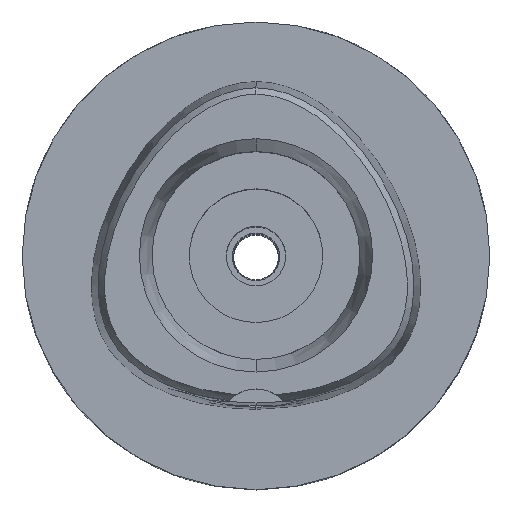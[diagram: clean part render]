
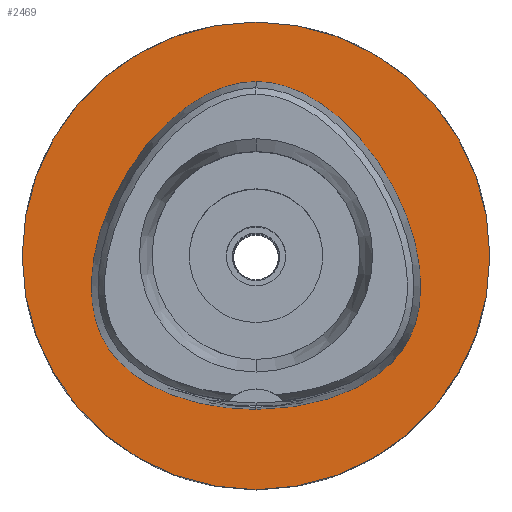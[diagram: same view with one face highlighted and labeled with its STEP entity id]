
A CAD part, top view. The second image highlights one B-rep face of the part: STEP entity #2469.
In plain terms, the highlighted planar face has unit normal (0, 0, 1).
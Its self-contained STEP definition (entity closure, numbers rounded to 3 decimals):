
#309=CARTESIAN_POINT('',(0.,0.,0.));
#310=DIRECTION('',(0.,0.,-1.));
#311=DIRECTION('',(0.,-1.,0.));
#312=AXIS2_PLACEMENT_3D('',#309,#310,#311);
#317=CARTESIAN_POINT('',(0.,0.,0.));
#318=DIRECTION('',(0.,0.,-1.));
#319=DIRECTION('',(0.,1.,0.));
#320=AXIS2_PLACEMENT_3D('',#317,#318,#319);
#325=CARTESIAN_POINT('',(0.,-20.675,0.));
#326=CARTESIAN_POINT('',(0.942,-20.675,0.));
#327=CARTESIAN_POINT('',(2.793,-20.601,
0.));
#328=CARTESIAN_POINT('',(5.508,-20.278,
0.));
#329=CARTESIAN_POINT('',(8.042,-19.765,0.));
#330=CARTESIAN_POINT('',(10.347,-19.099,0.));
#331=CARTESIAN_POINT('',(12.396,-18.315,0.));
#332=CARTESIAN_POINT('',(14.187,-17.445,0.));
#333=CARTESIAN_POINT('',(15.732,-16.514,0.));
#334=CARTESIAN_POINT('',(17.053,-15.542,0.));
#335=CARTESIAN_POINT('',(18.174,-14.539,0.));
#336=CARTESIAN_POINT('',(19.118,-13.51,0.));
#337=CARTESIAN_POINT('',(19.901,-12.465,0.));
#338=CARTESIAN_POINT('',(20.553,-11.38,0.));
#339=CARTESIAN_POINT('',(21.1,-10.212,0.));
#340=CARTESIAN_POINT('',(21.551,-8.925,0.));
#341=CARTESIAN_POINT('',(21.897,-7.501,0.));
#342=CARTESIAN_POINT('',(22.123,-5.925,0.));
#343=CARTESIAN_POINT('',(22.208,-4.18,0.));
#344=CARTESIAN_POINT('',(22.127,-2.254,0.));
#345=CARTESIAN_POINT('',(21.852,-0.145,0.));
#346=CARTESIAN_POINT('',(21.355,2.134,0.));
#347=CARTESIAN_POINT('',(20.614,4.552,0.));
#348=CARTESIAN_POINT('',(19.62,7.051,0.));
#349=CARTESIAN_POINT('',(18.388,9.551,0.));
#350=CARTESIAN_POINT('',(16.95,11.965,0.));
#351=CARTESIAN_POINT('',(15.354,14.218,0.));
#352=CARTESIAN_POINT('',(13.66,16.243,0.));
#353=CARTESIAN_POINT('',(11.931,17.998,0.));
#354=CARTESIAN_POINT('',(10.215,19.471,0.));
#355=CARTESIAN_POINT('',(8.546,20.672,0.));
#356=CARTESIAN_POINT('',(6.943,21.621,0.));
#357=CARTESIAN_POINT('',(5.416,22.346,0.));
#358=CARTESIAN_POINT('',(3.964,22.874,0.));
#359=CARTESIAN_POINT('',(2.581,23.23,0.));
#360=CARTESIAN_POINT('',(1.262,23.432,
0.));
#361=CARTESIAN_POINT('',(0.415,23.475,
0.));
#362=CARTESIAN_POINT('',(0.,23.475,
0.));
#367=CARTESIAN_POINT('',(0.,23.475,
0.));
#368=CARTESIAN_POINT('',(-0.417,23.475,
0.));
#369=CARTESIAN_POINT('',(-1.27,23.432,
0.));
#370=CARTESIAN_POINT('',(-2.596,23.227,
0.));
#371=CARTESIAN_POINT('',(-3.983,22.868,0.));
#372=CARTESIAN_POINT('',(-5.44,22.336,0.));
#373=CARTESIAN_POINT('',(-6.966,21.609,0.));
#374=CARTESIAN_POINT('',(-8.566,20.658,0.));
#375=CARTESIAN_POINT('',(-10.231,19.458,0.));
#376=CARTESIAN_POINT('',(-11.942,17.988,0.));
#377=CARTESIAN_POINT('',(-13.666,16.236,0.));
#378=CARTESIAN_POINT('',(-15.351,14.221,0.));
#379=CARTESIAN_POINT('',(-16.943,11.976,0.));
#380=CARTESIAN_POINT('',(-18.376,9.572,0.));
#381=CARTESIAN_POINT('',(-19.608,7.079,0.));
#382=CARTESIAN_POINT('',(-20.599,4.593,0.));
#383=CARTESIAN_POINT('',(-21.342,2.182,0.));
#384=CARTESIAN_POINT('',(-21.842,-0.09,0.));
#385=CARTESIAN_POINT('',(-22.122,-2.195,0.));
#386=CARTESIAN_POINT('',(-22.208,-4.122,0.));
#387=CARTESIAN_POINT('',(-22.128,-5.869,0.));
#388=CARTESIAN_POINT('',(-21.906,-7.454,0.));
#389=CARTESIAN_POINT('',(-21.563,-8.885,0.));
#390=CARTESIAN_POINT('',(-21.114,-10.179,0.));
#391=CARTESIAN_POINT('',(-20.559,-11.371,0.));
#392=CARTESIAN_POINT('',(-19.895,-12.476,0.));
#393=CARTESIAN_POINT('',(-19.101,-13.532,0.));
#394=CARTESIAN_POINT('',(-18.158,-14.555,0.));
#395=CARTESIAN_POINT('',(-17.034,-15.557,0.));
#396=CARTESIAN_POINT('',(-15.705,-16.532,0.));
#397=CARTESIAN_POINT('',(-14.158,-17.46,0.));
#398=CARTESIAN_POINT('',(-12.367,-18.327,0.));
#399=CARTESIAN_POINT('',(-10.318,-19.109,0.));
#400=CARTESIAN_POINT('',(-8.015,-19.772,0.));
#401=CARTESIAN_POINT('',(-5.484,-20.281,
0.));
#402=CARTESIAN_POINT('',(-2.789,-20.601,
0.));
#403=CARTESIAN_POINT('',(-0.941,-20.675,0.));
#404=CARTESIAN_POINT('',(0.,-20.675,0.));
#1613=VERTEX_POINT('',#367);
#1614=VERTEX_POINT('',#404);
#1619=CARTESIAN_POINT('',(0.,-31.5,0.));
#1620=CARTESIAN_POINT('',(0.,31.5,0.));
#1621=VERTEX_POINT('',#1619);
#1622=VERTEX_POINT('',#1620);
#2453=CARTESIAN_POINT('',(0.,0.,0.));
#2454=DIRECTION('',(0.,0.,-1.));
#2455=DIRECTION('',(0.,-1.,0.));
#2456=AXIS2_PLACEMENT_3D('',#2453,#2454,#2455);
#2457=PLANE('',#2456);
#2459=ORIENTED_EDGE('',*,*,#2458,.T.);
#2461=ORIENTED_EDGE('',*,*,#2460,.T.);
#2462=EDGE_LOOP('',(#2459,#2461));
#2463=FACE_OUTER_BOUND('',#2462,.F.);
#2465=ORIENTED_EDGE('',*,*,#2464,.T.);
#2466=ORIENTED_EDGE('',*,*,#2436,.T.);
#2467=EDGE_LOOP('',(#2465,#2466));
#2468=FACE_BOUND('',#2467,.F.);
#313=CIRCLE('',#312,31.5);
#321=CIRCLE('',#320,31.5);
#363=B_SPLINE_CURVE_WITH_KNOTS('',3,(#325,#326,#327,#328,#329,#330,#331,#332,
#333,#334,#335,#336,#337,#338,#339,#340,#341,#342,#343,#344,#345,#346,#347,#348,
#349,#350,#351,#352,#353,#354,#355,#356,#357,#358,#359,#360,#361,#362),
.UNSPECIFIED.,.F.,.F.,(4,1,1,1,1,1,1,1,1,1,1,1,1,1,1,1,1,1,1,1,1,1,1,1,1,1,1,1,
1,1,1,1,1,1,1,4),(0.,0.029,0.057,0.086,
0.114,0.143,0.171,0.2,0.229,
0.257,0.286,0.314,0.343,
0.371,0.4,0.429,0.457,0.486,
0.514,0.543,0.571,0.6,0.629,
0.657,0.686,0.714,0.743,
0.771,0.8,0.829,0.857,0.886,
0.914,0.943,0.971,1.),.UNSPECIFIED.);
#405=B_SPLINE_CURVE_WITH_KNOTS('',3,(#367,#368,#369,#370,#371,#372,#373,#374,
#375,#376,#377,#378,#379,#380,#381,#382,#383,#384,#385,#386,#387,#388,#389,#390,
#391,#392,#393,#394,#395,#396,#397,#398,#399,#400,#401,#402,#403,#404),
.UNSPECIFIED.,.F.,.F.,(4,1,1,1,1,1,1,1,1,1,1,1,1,1,1,1,1,1,1,1,1,1,1,1,1,1,1,1,
1,1,1,1,1,1,1,4),(0.,0.029,0.057,0.086,
0.114,0.143,0.171,0.2,0.229,
0.257,0.286,0.314,0.343,
0.371,0.4,0.429,0.457,0.486,
0.514,0.543,0.571,0.6,0.629,
0.657,0.686,0.714,0.743,
0.771,0.8,0.829,0.857,0.886,
0.914,0.943,0.971,1.),.UNSPECIFIED.);
#2436=EDGE_CURVE('',#1613,#1614,#405,.T.);
#2458=EDGE_CURVE('',#1621,#1622,#313,.T.);
#2460=EDGE_CURVE('',#1622,#1621,#321,.T.);
#2464=EDGE_CURVE('',#1614,#1613,#363,.T.);
#2469=ADVANCED_FACE('',(#2463,#2468),#2457,.F.);
